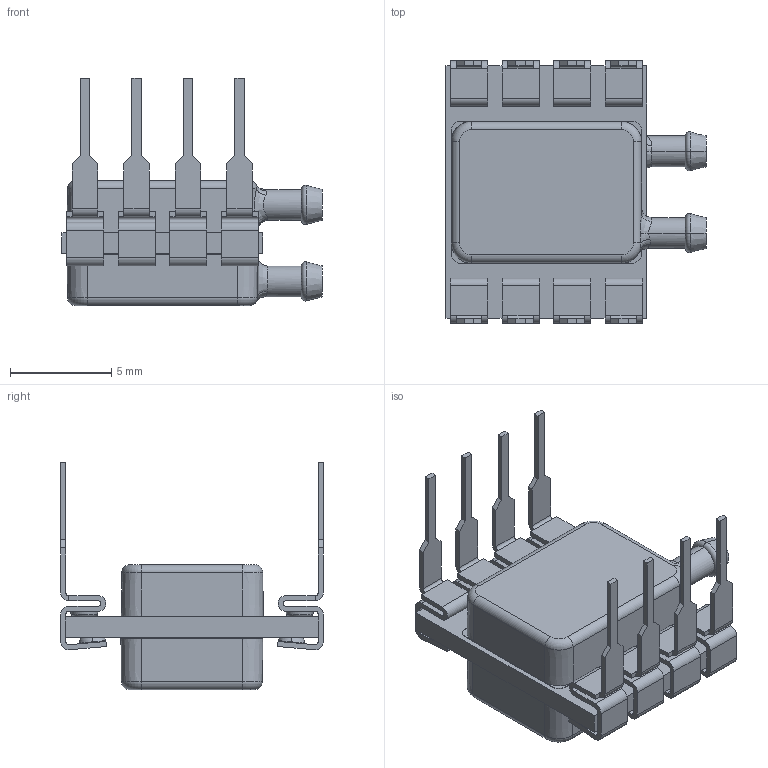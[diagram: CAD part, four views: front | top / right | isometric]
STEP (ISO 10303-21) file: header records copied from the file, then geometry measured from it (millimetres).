
FILE_DESCRIPTION((''),'2;1');
FILE_NAME('50042852-001_REVE_SHRINKWRAP','2013-07-23T',('e490569'),(''),'PRO/ENGINEER BY PARAMETRIC TECHNOLOGY CORPORATION, 2013040','PRO/ENGINEER BY PARAMETRIC TECHNOLOGY CORPORATION, 2013040','');
FILE_SCHEMA(('CONFIG_CONTROL_DESIGN'));
Length unit declared in the file: inch
Products named in the file (1): 50042852-001_REVE_SHRINKWRAP
Bounding box: 12.83 x 12.95 x 11.21 mm (x, y, z)
Volume: 505.8 mm3; surface area: 838.6 mm2
Topology: 1 solids, 3 shells, 494 faces, 1381 edges, 915 vertices
Faces by surface type: plane 255, cylinder 87, cone 80, torus 44, bspline 28
Entity records: 17515 total; most frequent: CARTESIAN_POINT 4397, DIRECTION 2796, ORIENTED_EDGE 2762, EDGE_CURVE 1381, AXIS2_PLACEMENT_3D 1021, VERTEX_POINT 915, VECTOR 754, LINE 754
